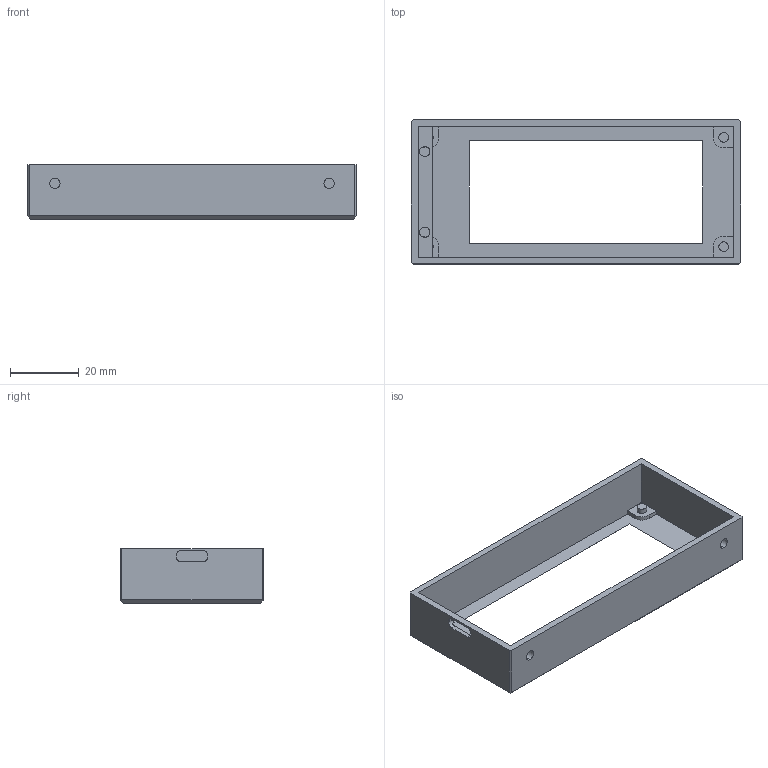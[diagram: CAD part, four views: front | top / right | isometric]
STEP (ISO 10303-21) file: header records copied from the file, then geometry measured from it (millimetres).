
FILE_DESCRIPTION (( 'STEP AP203' ), '1' );
FILE_NAME ('Front.STEP', '2025-10-02T20:05:32', ( '' ), ( '' ), 'SwSTEP 2.0', 'SolidWorks 2024', '' );
FILE_SCHEMA (( 'CONFIG_CONTROL_DESIGN' ));
Length unit declared in the file: millimetre
Products named in the file (1): Front
Bounding box: 96 x 42 x 16 mm (x, y, z)
Volume: 10127.3 mm3; surface area: 12581 mm2
Topology: 1 solids, 1 shells, 74 faces, 204 edges, 136 vertices
Faces by surface type: plane 50, cylinder 24
Entity records: 2459 total; most frequent: CARTESIAN_POINT 415, ORIENTED_EDGE 408, DIRECTION 404, EDGE_CURVE 204, LINE 154, VECTOR 154, VERTEX_POINT 136, AXIS2_PLACEMENT_3D 125
